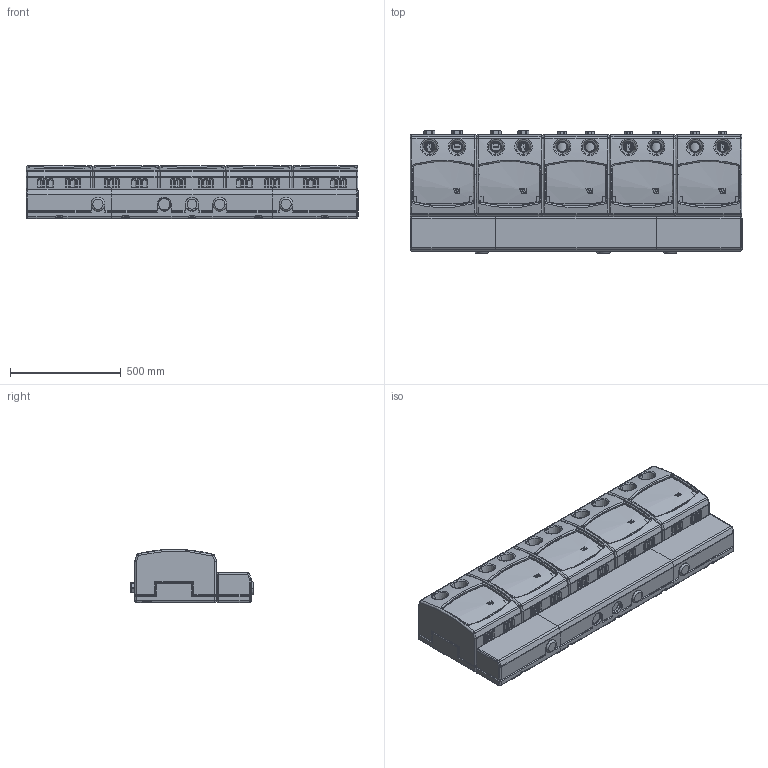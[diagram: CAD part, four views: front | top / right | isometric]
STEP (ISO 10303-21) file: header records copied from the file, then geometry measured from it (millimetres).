
FILE_DESCRIPTION (( 'STEP AP203' ), '1' );
FILE_NAME ('VB32-5 Gruppo.STEP', '2022-12-13T08:12:40', ( '' ), ( '' ), 'SwSTEP 2.0', 'SolidWorks 2021', '' );
FILE_SCHEMA (( 'CONFIG_CONTROL_DESIGN' ));
Products named in the file (1): VB32-5 Gruppo
Bounding box: 1500 x 554 x 240.5 mm (x, y, z)
Surface area: 3312880.9 mm2 (no closed solid volume)
Topology: 0 solids, 84 shells, 3245 faces, 12107 edges, 8725 vertices
Faces by surface type: cylinder 1176, plane 1110, bspline 639, cone 264, sphere 30, torus 26
Entity records: 211640 total; most frequent: CARTESIAN_POINT 119808, ORIENTED_EDGE 19280, DIRECTION 15763, EDGE_CURVE 12044, VERTEX_POINT 8725, LINE 5521, VECTOR 5521, AXIS2_PLACEMENT_3D 5121
